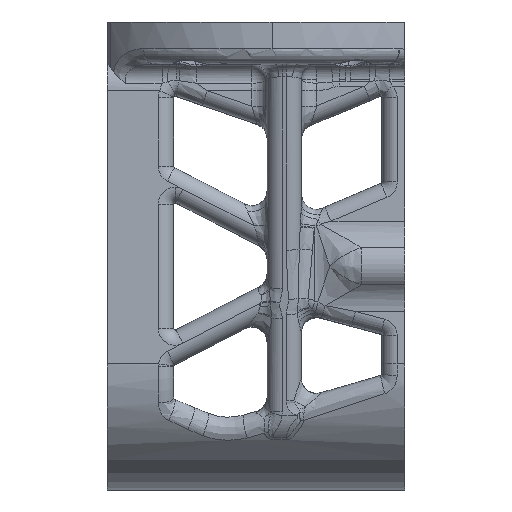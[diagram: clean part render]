
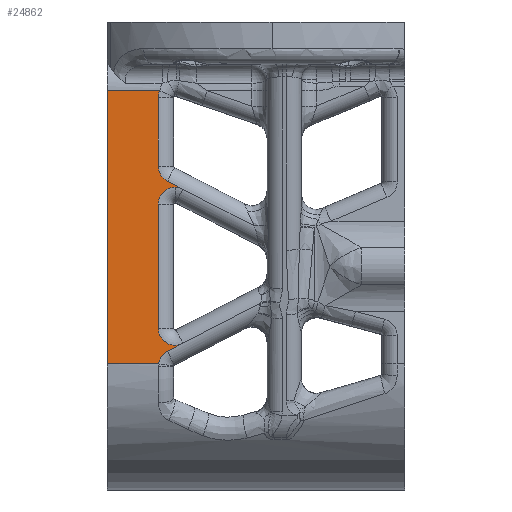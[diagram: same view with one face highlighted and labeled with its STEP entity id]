
A CAD part, top view. The second image highlights one B-rep face of the part: STEP entity #24862.
In plain terms, the highlighted planar face has unit normal (0, 0, 1).
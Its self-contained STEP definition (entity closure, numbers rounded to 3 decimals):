
#882 = DIRECTION ( 'NONE',  ( 0., 0., -1. ) ) ;
#1158 = ORIENTED_EDGE ( 'NONE', *, *, #29007, .T. ) ;
#1182 = CARTESIAN_POINT ( 'NONE',  ( 1.7, 13.601, 16.5 ) ) ;
#1295 = CARTESIAN_POINT ( 'NONE',  ( 36., 27.5, 16.5 ) ) ;
#1705 = VERTEX_POINT ( 'NONE', #6938 ) ;
#1849 = EDGE_CURVE ( 'NONE', #9692, #24303, #15214, .T. ) ;
#2361 = CARTESIAN_POINT ( 'NONE',  ( 1.7, -12.601, 16.5 ) ) ;
#2453 = AXIS2_PLACEMENT_3D ( 'NONE', #1182, #882, #24020 ) ;
#2491 = ORIENTED_EDGE ( 'NONE', *, *, #1849, .T. ) ;
#2579 = CARTESIAN_POINT ( 'NONE',  ( 2.708, 10.605, 16.5 ) ) ;
#2613 = DIRECTION ( 'NONE',  ( 0., 0., -1. ) ) ;
#2664 = VERTEX_POINT ( 'NONE', #7686 ) ;
#3033 = CIRCLE ( 'NONE', #12657, 2.2 ) ;
#3186 = CARTESIAN_POINT ( 'NONE',  ( 36., -12.3, 16.5 ) ) ;
#3568 = DIRECTION ( 'NONE',  ( 0., 0., -1. ) ) ;
#4170 = EDGE_CURVE ( 'NONE', #26596, #16297, #7664, .T. ) ;
#4332 = CARTESIAN_POINT ( 'NONE',  ( 1.7, 8.65, 16.5 ) ) ;
#4624 = DIRECTION ( 'NONE',  ( 0., 1., 0. ) ) ;
#4627 = VECTOR ( 'NONE', #9542, 1000. ) ;
#4859 = CARTESIAN_POINT ( 'NONE',  ( 36., 23.5, 16.5 ) ) ;
#5673 = DIRECTION ( 'NONE',  ( 0., 0., -1. ) ) ;
#5706 = AXIS2_PLACEMENT_3D ( 'NONE', #1295, #5673, #10496 ) ;
#5923 = LINE ( 'NONE', #3186, #7726 ) ;
#6469 = VERTEX_POINT ( 'NONE', #18559 ) ;
#6603 = DIRECTION ( 'NONE',  ( 0., 1., 0. ) ) ;
#6676 = ORIENTED_EDGE ( 'NONE', *, *, #10858, .T. ) ;
#6938 = CARTESIAN_POINT ( 'NONE',  ( -7.2, -12.3, 16.5 ) ) ;
#6964 = ORIENTED_EDGE ( 'NONE', *, *, #4170, .T. ) ;
#6967 = DIRECTION ( 'NONE',  ( 0., 0., -1. ) ) ;
#7347 = EDGE_CURVE ( 'NONE', #13423, #23860, #21923, .T. ) ;
#7664 = CIRCLE ( 'NONE', #29890, 2.2 ) ;
#7681 = DIRECTION ( 'NONE',  ( -0.889, 0.458, 0. ) ) ;
#7686 = CARTESIAN_POINT ( 'NONE',  ( -0.479, -12.3, 16.5 ) ) ;
#7726 = VECTOR ( 'NONE', #21327, 1000. ) ;
#7828 = VECTOR ( 'NONE', #29315, 1000. ) ;
#7831 = CARTESIAN_POINT ( 'NONE',  ( 22.123, 0.593, 16.5 ) ) ;
#7951 = CARTESIAN_POINT ( 'NONE',  ( 1.7, 8.65, 16.5 ) ) ;
#8143 = CARTESIAN_POINT ( 'NONE',  ( -0.5, 13.601, 16.5 ) ) ;
#8390 = VERTEX_POINT ( 'NONE', #15158 ) ;
#8455 = ORIENTED_EDGE ( 'NONE', *, *, #19714, .T. ) ;
#8888 = AXIS2_PLACEMENT_3D ( 'NONE', #4332, #17779, #6603 ) ;
#9542 = DIRECTION ( 'NONE',  ( 0.889, 0.458, 0. ) ) ;
#9692 = VERTEX_POINT ( 'NONE', #2579 ) ;
#9797 = ORIENTED_EDGE ( 'NONE', *, *, #11864, .T. ) ;
#10496 = DIRECTION ( 'NONE',  ( 0., 1., 0. ) ) ;
#10768 = EDGE_CURVE ( 'NONE', #16297, #13423, #18228, .T. ) ;
#10858 = EDGE_CURVE ( 'NONE', #2664, #28768, #3033, .T. ) ;
#10932 = CIRCLE ( 'NONE', #25452, 2.2 ) ;
#11148 = VECTOR ( 'NONE', #21323, 1000. ) ;
#11527 = EDGE_LOOP ( 'NONE', ( #18889, #6676, #16581, #6964, #25562, #11679, #21790, #2491, #25725, #9797, #8455, #1158, #23658 ) ) ;
#11679 = ORIENTED_EDGE ( 'NONE', *, *, #7347, .T. ) ;
#11788 = CIRCLE ( 'NONE', #12768, 2.2 ) ;
#11856 = CARTESIAN_POINT ( 'NONE',  ( -0.5, -7.65, 16.5 ) ) ;
#11864 = EDGE_CURVE ( 'NONE', #20915, #14124, #29631, .T. ) ;
#12072 = CIRCLE ( 'NONE', #2453, 2.2 ) ;
#12543 = CARTESIAN_POINT ( 'NONE',  ( 1.7, 10.85, 16.5 ) ) ;
#12657 = AXIS2_PLACEMENT_3D ( 'NONE', #2361, #18963, #4624 ) ;
#12768 = AXIS2_PLACEMENT_3D ( 'NONE', #7951, #3568, #17304 ) ;
#12874 = CARTESIAN_POINT ( 'NONE',  ( 0.692, -10.645, 16.5 ) ) ;
#13423 = VERTEX_POINT ( 'NONE', #21063 ) ;
#13587 = CARTESIAN_POINT ( 'NONE',  ( -7.2, -12.3, 16.5 ) ) ;
#13596 = DIRECTION ( 'NONE',  ( 0., 1., 0. ) ) ;
#14068 = LINE ( 'NONE', #23317, #4627 ) ;
#14117 = VECTOR ( 'NONE', #25100, 1000. ) ;
#14124 = VERTEX_POINT ( 'NONE', #20387 ) ;
#15158 = CARTESIAN_POINT ( 'NONE',  ( -7.2, 23.5, 16.5 ) ) ;
#15214 = LINE ( 'NONE', #7831, #27604 ) ;
#15837 = CARTESIAN_POINT ( 'NONE',  ( -0.5, 27.5, 16.5 ) ) ;
#16297 = VERTEX_POINT ( 'NONE', #11856 ) ;
#16581 = ORIENTED_EDGE ( 'NONE', *, *, #19901, .T. ) ;
#17235 = VECTOR ( 'NONE', #20253, 1000. ) ;
#17304 = DIRECTION ( 'NONE',  ( 0., 1., 0. ) ) ;
#17615 = CARTESIAN_POINT ( 'NONE',  ( 0.692, 11.645, 16.5 ) ) ;
#17779 = DIRECTION ( 'NONE',  ( 0., 0., -1. ) ) ;
#18228 = LINE ( 'NONE', #19912, #7828 ) ;
#18465 = CARTESIAN_POINT ( 'NONE',  ( 2.708, -9.605, 16.5 ) ) ;
#18559 = CARTESIAN_POINT ( 'NONE',  ( -0.316, 23.5, 16.5 ) ) ;
#18868 = FACE_OUTER_BOUND ( 'NONE', #11527, .T. ) ;
#18889 = ORIENTED_EDGE ( 'NONE', *, *, #26903, .F. ) ;
#18963 = DIRECTION ( 'NONE',  ( 0., 0., -1. ) ) ;
#19046 = LINE ( 'NONE', #4859, #11148 ) ;
#19064 = DIRECTION ( 'NONE',  ( 0., 1., 0. ) ) ;
#19423 = PLANE ( 'NONE',  #5706 ) ;
#19714 = EDGE_CURVE ( 'NONE', #14124, #6469, #10932, .T. ) ;
#19901 = EDGE_CURVE ( 'NONE', #28768, #26596, #14068, .T. ) ;
#19912 = CARTESIAN_POINT ( 'NONE',  ( -0.5, 27.5, 16.5 ) ) ;
#20253 = DIRECTION ( 'NONE',  ( 0., 1., 0. ) ) ;
#20387 = CARTESIAN_POINT ( 'NONE',  ( -0.5, 22.62, 16.5 ) ) ;
#20915 = VERTEX_POINT ( 'NONE', #8143 ) ;
#21034 = EDGE_CURVE ( 'NONE', #23860, #9692, #11788, .T. ) ;
#21063 = CARTESIAN_POINT ( 'NONE',  ( -0.5, 8.65, 16.5 ) ) ;
#21323 = DIRECTION ( 'NONE',  ( -1., 0., 0. ) ) ;
#21327 = DIRECTION ( 'NONE',  ( -1., 0., 0. ) ) ;
#21486 = CARTESIAN_POINT ( 'NONE',  ( 1.7, 22.62, 16.5 ) ) ;
#21790 = ORIENTED_EDGE ( 'NONE', *, *, #21034, .T. ) ;
#21923 = CIRCLE ( 'NONE', #8888, 2.2 ) ;
#23059 = EDGE_CURVE ( 'NONE', #1705, #8390, #27263, .T. ) ;
#23317 = CARTESIAN_POINT ( 'NONE',  ( 44.121, 11.753, 16.5 ) ) ;
#23658 = ORIENTED_EDGE ( 'NONE', *, *, #23059, .F. ) ;
#23860 = VERTEX_POINT ( 'NONE', #12543 ) ;
#24020 = DIRECTION ( 'NONE',  ( 0., 1., 0. ) ) ;
#24303 = VERTEX_POINT ( 'NONE', #17615 ) ;
#24862 = ADVANCED_FACE ( 'NONE', ( #18868 ), #19423, .F. ) ;
#25100 = DIRECTION ( 'NONE',  ( 0., 1., 0. ) ) ;
#25452 = AXIS2_PLACEMENT_3D ( 'NONE', #21486, #2613, #19064 ) ;
#25562 = ORIENTED_EDGE ( 'NONE', *, *, #10768, .T. ) ;
#25725 = ORIENTED_EDGE ( 'NONE', *, *, #28424, .T. ) ;
#26596 = VERTEX_POINT ( 'NONE', #18465 ) ;
#26903 = EDGE_CURVE ( 'NONE', #2664, #1705, #5923, .T. ) ;
#27263 = LINE ( 'NONE', #13587, #17235 ) ;
#27566 = CARTESIAN_POINT ( 'NONE',  ( 1.7, -7.65, 16.5 ) ) ;
#27604 = VECTOR ( 'NONE', #7681, 1000. ) ;
#28424 = EDGE_CURVE ( 'NONE', #24303, #20915, #12072, .T. ) ;
#28768 = VERTEX_POINT ( 'NONE', #12874 ) ;
#29007 = EDGE_CURVE ( 'NONE', #6469, #8390, #19046, .T. ) ;
#29315 = DIRECTION ( 'NONE',  ( 0., 1., 0. ) ) ;
#29631 = LINE ( 'NONE', #15837, #14117 ) ;
#29890 = AXIS2_PLACEMENT_3D ( 'NONE', #27566, #6967, #13596 ) ;
